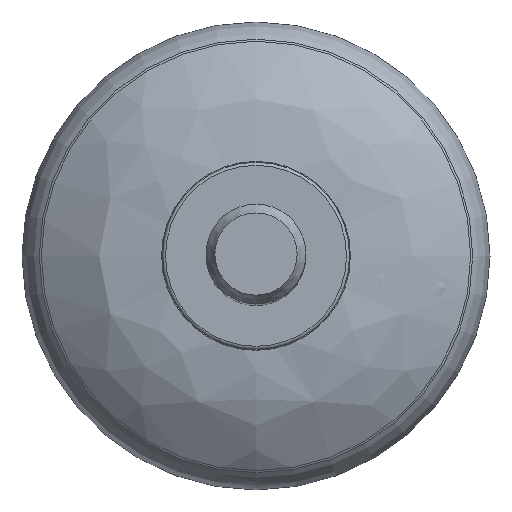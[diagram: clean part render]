
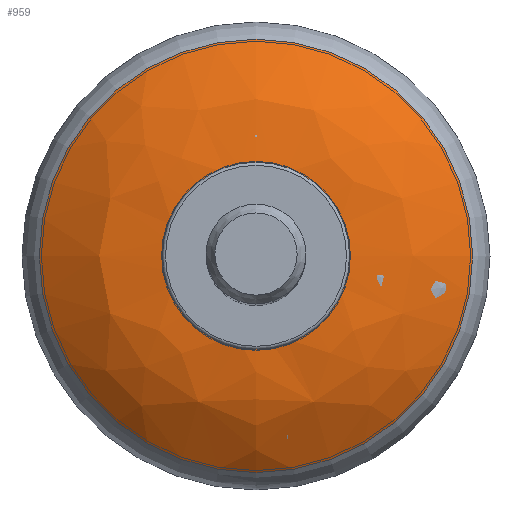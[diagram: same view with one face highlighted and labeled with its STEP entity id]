
A CAD part, top view. The second image highlights one B-rep face of the part: STEP entity #959.
In plain terms, the highlighted free-form (B-spline) face has degree [2, 2] with [3, 9] control points.
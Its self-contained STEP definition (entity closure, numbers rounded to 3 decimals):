
#192=(
BOUNDED_SURFACE()
B_SPLINE_SURFACE(2,2,((#1732,#1733,#1734,#1735,#1736,#1737,#1738,#1739,
#1740),(#1741,#1742,#1743,#1744,#1745,#1746,#1747,#1748,#1749),(#1750,#1751,
#1752,#1753,#1754,#1755,#1756,#1757,#1758)),.UNSPECIFIED.,.F.,.T.,.F.)
B_SPLINE_SURFACE_WITH_KNOTS((3,3),(3,2,2,2,3),(-1.603,-0.859),
(-3.142,-1.571,0.,1.571,3.142),
 .UNSPECIFIED.)
GEOMETRIC_REPRESENTATION_ITEM()
RATIONAL_B_SPLINE_SURFACE(((1.,0.707,1.,0.707,1.,
0.707,1.,0.707,1.),(0.932,0.659,
0.932,0.659,0.932,0.659,
0.932,0.659,0.932),(1.,0.707,
1.,0.707,1.,0.707,1.,0.707,1.)))
REPRESENTATION_ITEM('')
SURFACE()
);
#197=FACE_OUTER_BOUND('',#270,.T.);
#270=EDGE_LOOP('',(#684,#685,#686,#687));
#366=CIRCLE('',#1165,34.719);
#367=CIRCLE('',#1166,30.);
#368=CIRCLE('',#1167,14.159);
#460=VERTEX_POINT('',#1729);
#461=VERTEX_POINT('',#1759);
#546=EDGE_CURVE('',#460,#460,#366,.T.);
#547=EDGE_CURVE('',#460,#461,#367,.T.);
#548=EDGE_CURVE('',#461,#461,#368,.T.);
#684=ORIENTED_EDGE('',*,*,#546,.F.);
#685=ORIENTED_EDGE('',*,*,#547,.T.);
#686=ORIENTED_EDGE('',*,*,#548,.T.);
#687=ORIENTED_EDGE('',*,*,#547,.F.);
#959=ADVANCED_FACE('',(#197),#192,.F.);
#1165=AXIS2_PLACEMENT_3D('',#1731,#1351,#1352);
#1166=AXIS2_PLACEMENT_3D('',#1760,#1353,#1354);
#1167=AXIS2_PLACEMENT_3D('',#1761,#1355,#1356);
#1351=DIRECTION('center_axis',(0.,0.,-1.));
#1352=DIRECTION('ref_axis',(0.,1.,0.));
#1353=DIRECTION('center_axis',(-1.,0.,0.));
#1354=DIRECTION('ref_axis',(0.,-1.,0.));
#1355=DIRECTION('center_axis',(0.,0.,-1.));
#1356=DIRECTION('ref_axis',(0.,1.,0.));
#1729=CARTESIAN_POINT('',(0.,-34.719,-9.277));
#1731=CARTESIAN_POINT('Origin',(0.,0.,-9.277));
#1732=CARTESIAN_POINT('Ctrl Pts',(0.,-14.159,-2.016));
#1733=CARTESIAN_POINT('Ctrl Pts',(-14.159,-14.159,-2.016));
#1734=CARTESIAN_POINT('Ctrl Pts',(-14.159,0.,
-2.016));
#1735=CARTESIAN_POINT('Ctrl Pts',(-14.159,14.159,-2.016));
#1736=CARTESIAN_POINT('Ctrl Pts',(0.,14.159,-2.016));
#1737=CARTESIAN_POINT('Ctrl Pts',(14.159,14.159,-2.016));
#1738=CARTESIAN_POINT('Ctrl Pts',(14.159,0.,
-2.016));
#1739=CARTESIAN_POINT('Ctrl Pts',(14.159,-14.159,-2.016));
#1740=CARTESIAN_POINT('Ctrl Pts',(0.,-14.159,-2.016));
#1741=CARTESIAN_POINT('Ctrl Pts',(0.,-25.855,-1.636));
#1742=CARTESIAN_POINT('Ctrl Pts',(-25.855,-25.855,-1.636));
#1743=CARTESIAN_POINT('Ctrl Pts',(-25.855,0.,
-1.636));
#1744=CARTESIAN_POINT('Ctrl Pts',(-25.855,25.855,-1.636));
#1745=CARTESIAN_POINT('Ctrl Pts',(0.,25.855,-1.636));
#1746=CARTESIAN_POINT('Ctrl Pts',(25.855,25.855,-1.636));
#1747=CARTESIAN_POINT('Ctrl Pts',(25.855,0.,
-1.636));
#1748=CARTESIAN_POINT('Ctrl Pts',(25.855,-25.855,-1.636));
#1749=CARTESIAN_POINT('Ctrl Pts',(0.,-25.855,-1.636));
#1750=CARTESIAN_POINT('Ctrl Pts',(0.,-34.719,-9.277));
#1751=CARTESIAN_POINT('Ctrl Pts',(-34.719,-34.719,-9.277));
#1752=CARTESIAN_POINT('Ctrl Pts',(-34.719,0.,
-9.277));
#1753=CARTESIAN_POINT('Ctrl Pts',(-34.719,34.719,-9.277));
#1754=CARTESIAN_POINT('Ctrl Pts',(0.,34.719,-9.277));
#1755=CARTESIAN_POINT('Ctrl Pts',(34.719,34.719,-9.277));
#1756=CARTESIAN_POINT('Ctrl Pts',(34.719,0.,
-9.277));
#1757=CARTESIAN_POINT('Ctrl Pts',(34.719,-34.719,-9.277));
#1758=CARTESIAN_POINT('Ctrl Pts',(0.,-34.719,-9.277));
#1759=CARTESIAN_POINT('',(0.,-14.159,-2.016));
#1760=CARTESIAN_POINT('Origin',(0.,-15.132,
-32.));
#1761=CARTESIAN_POINT('Origin',(0.,0.,-2.016));
